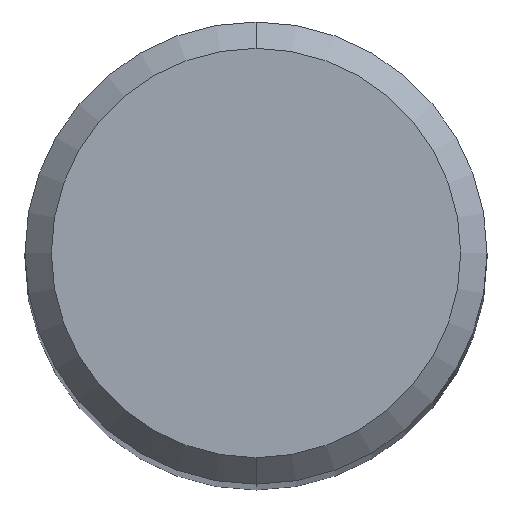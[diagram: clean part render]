
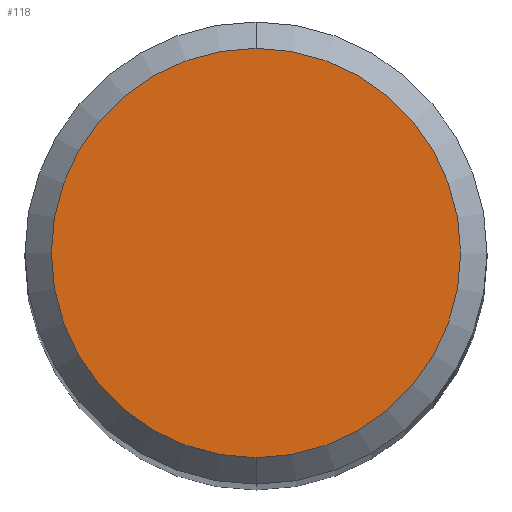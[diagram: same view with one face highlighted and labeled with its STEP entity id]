
A CAD part, top view. The second image highlights one B-rep face of the part: STEP entity #118.
In plain terms, the highlighted planar face has unit normal (0, 0, 1).
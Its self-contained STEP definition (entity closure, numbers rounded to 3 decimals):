
#112=VERTEX_POINT('',#259);
#118=ADVANCED_FACE('',(#265),#266,.T.);
#140=VERTEX_POINT('',#292);
#146=EDGE_CURVE('',#112,#140,#298,.T.);
#166=EDGE_CURVE('',#140,#112,#321,.T.);
#259=CARTESIAN_POINT('',(0.0,3.1,0.0));
#265=FACE_OUTER_BOUND('',#428,.T.);
#266=PLANE('',#429);
#292=CARTESIAN_POINT('',(0.,-3.1,0.0));
#298=CIRCLE('',#466,3.1);
#321=CIRCLE('',#499,3.1);
#428=EDGE_LOOP('',(#600,#601));
#429=AXIS2_PLACEMENT_3D('',#602,#603,#604);
#466=AXIS2_PLACEMENT_3D('',#645,#646,#647);
#499=AXIS2_PLACEMENT_3D('',#676,#677,#678);
#600=ORIENTED_EDGE('',*,*,#146,.F.);
#601=ORIENTED_EDGE('',*,*,#166,.F.);
#602=CARTESIAN_POINT('',(0.0,1.55,0.0));
#603=DIRECTION('',(-0.0,0.0,1.0));
#604=DIRECTION('',(0.0,-1.0,0.0));
#645=CARTESIAN_POINT('',(0.0,0.0,0.0));
#646=DIRECTION('',(0.0,0.0,-1.0));
#647=DIRECTION('',(0.0,1.0,0.0));
#676=CARTESIAN_POINT('',(0.0,0.0,0.0));
#677=DIRECTION('',(0.0,0.0,-1.0));
#678=DIRECTION('',(0.0,1.0,0.0));
